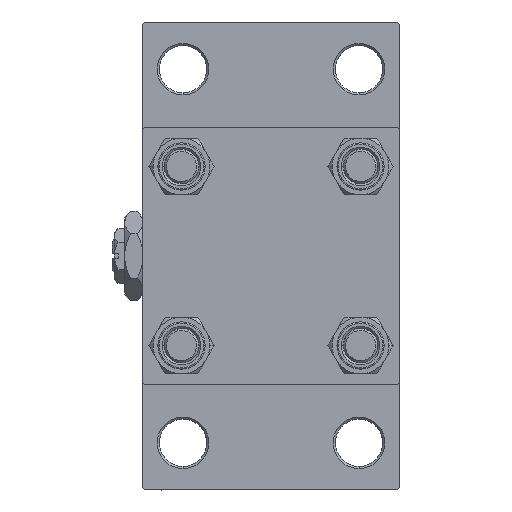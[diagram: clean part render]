
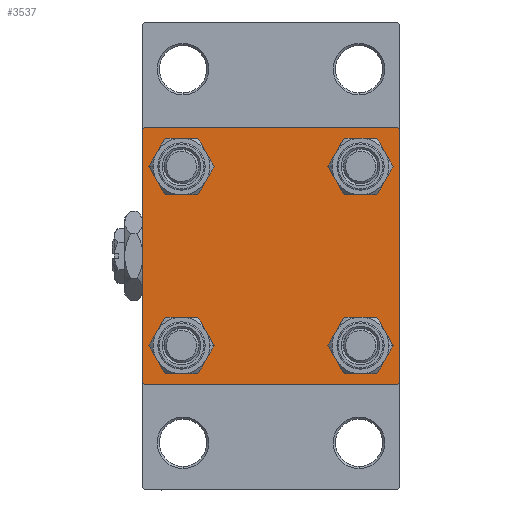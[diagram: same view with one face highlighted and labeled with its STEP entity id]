
A CAD part, left-side view. The second image highlights one B-rep face of the part: STEP entity #3537.
In plain terms, the highlighted planar face has unit normal (-1, 0, 0).
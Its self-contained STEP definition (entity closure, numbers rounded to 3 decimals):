
#233 = VERTEX_POINT ( 'NONE', #45809 ) ;
#1096 = CARTESIAN_POINT ( 'NONE',  ( 0., 20.85, 16.35 ) ) ;
#1457 = EDGE_CURVE ( 'NONE', #24390, #15450, #15377, .T. ) ;
#1471 = ORIENTED_EDGE ( 'NONE', *, *, #27484, .F. ) ;
#1891 = AXIS2_PLACEMENT_3D ( 'NONE', #7577, #26273, #7334 ) ;
#2021 = EDGE_CURVE ( 'NONE', #15450, #25487, #12956, .T. ) ;
#2055 = DIRECTION ( 'NONE',  ( 0., -1., 0. ) ) ;
#2304 = VERTEX_POINT ( 'NONE', #9771 ) ;
#2543 = LINE ( 'NONE', #21217, #37542 ) ;
#2777 = CIRCLE ( 'NONE', #1891, 4.5 ) ;
#3134 = DIRECTION ( 'NONE',  ( 0., 0., 1. ) ) ;
#3235 = EDGE_CURVE ( 'NONE', #233, #28583, #24602, .T. ) ;
#3376 = VERTEX_POINT ( 'NONE', #27297 ) ;
#3537 = ADVANCED_FACE ( 'NONE', ( #14550, #10575, #49204, #45228, #45476 ), #41968, .T. ) ;
#3553 = CARTESIAN_POINT ( 'NONE',  ( 0., 20.85, 20.85 ) ) ;
#4023 = AXIS2_PLACEMENT_3D ( 'NONE', #18645, #45355, #34369 ) ;
#4114 = CARTESIAN_POINT ( 'NONE',  ( 0., -20.85, -20.85 ) ) ;
#4385 = DIRECTION ( 'NONE',  ( 0., 0., 1. ) ) ;
#4672 = DIRECTION ( 'NONE',  ( 0., 0.707, -0.707 ) ) ;
#5282 = ORIENTED_EDGE ( 'NONE', *, *, #2021, .T. ) ;
#5395 = VERTEX_POINT ( 'NONE', #21166 ) ;
#5696 = EDGE_LOOP ( 'NONE', ( #37157, #25319 ) ) ;
#5970 = DIRECTION ( 'NONE',  ( 0., 0.707, 0.707 ) ) ;
#6380 = ORIENTED_EDGE ( 'NONE', *, *, #34881, .T. ) ;
#6572 = EDGE_LOOP ( 'NONE', ( #12366, #5282, #27403, #6380, #13178, #41159, #1471, #10126 ) ) ;
#6611 = CARTESIAN_POINT ( 'NONE',  ( 0., 20.85, 20.85 ) ) ;
#6864 = VERTEX_POINT ( 'NONE', #46735 ) ;
#6928 = ORIENTED_EDGE ( 'NONE', *, *, #21179, .T. ) ;
#6958 = CARTESIAN_POINT ( 'NONE',  ( 0., -29.75, 29.75 ) ) ;
#6987 = EDGE_CURVE ( 'NONE', #23424, #14752, #47812, .T. ) ;
#7334 = DIRECTION ( 'NONE',  ( 0., 0., 1. ) ) ;
#7521 = CARTESIAN_POINT ( 'NONE',  ( 0., -30., -29.5 ) ) ;
#7577 = CARTESIAN_POINT ( 'NONE',  ( 0., -20.85, 20.85 ) ) ;
#7645 = DIRECTION ( 'NONE',  ( 1., 0., 0. ) ) ;
#7784 = DIRECTION ( 'NONE',  ( 1., 0., 0. ) ) ;
#8124 = EDGE_CURVE ( 'NONE', #20091, #6864, #19116, .T. ) ;
#8134 = LINE ( 'NONE', #15590, #33271 ) ;
#9706 = CARTESIAN_POINT ( 'NONE',  ( 0., 29.75, -29.75 ) ) ;
#9771 = CARTESIAN_POINT ( 'NONE',  ( 0., -20.85, 16.35 ) ) ;
#9970 = DIRECTION ( 'NONE',  ( 0., 0., -1. ) ) ;
#10126 = ORIENTED_EDGE ( 'NONE', *, *, #16656, .T. ) ;
#10236 = VECTOR ( 'NONE', #24908, 1000. ) ;
#10575 = FACE_BOUND ( 'NONE', #34449, .T. ) ;
#10692 = AXIS2_PLACEMENT_3D ( 'NONE', #40311, #25337, #21828 ) ;
#11140 = EDGE_CURVE ( 'NONE', #28583, #233, #23119, .T. ) ;
#11859 = DIRECTION ( 'NONE',  ( 0., -1., 0. ) ) ;
#11993 = AXIS2_PLACEMENT_3D ( 'NONE', #31644, #35875, #12682 ) ;
#12366 = ORIENTED_EDGE ( 'NONE', *, *, #1457, .T. ) ;
#12682 = DIRECTION ( 'NONE',  ( 0., 0., 1. ) ) ;
#12956 = LINE ( 'NONE', #9706, #10236 ) ;
#13151 = CIRCLE ( 'NONE', #41023, 4.5 ) ;
#13178 = ORIENTED_EDGE ( 'NONE', *, *, #17390, .F. ) ;
#13418 = VERTEX_POINT ( 'NONE', #49190 ) ;
#14550 = FACE_BOUND ( 'NONE', #31457, .T. ) ;
#14752 = VERTEX_POINT ( 'NONE', #36941 ) ;
#15377 = LINE ( 'NONE', #30606, #35694 ) ;
#15450 = VERTEX_POINT ( 'NONE', #45661 ) ;
#15570 = DIRECTION ( 'NONE',  ( 1., 0., 0. ) ) ;
#15590 = CARTESIAN_POINT ( 'NONE',  ( 0., 30., 30. ) ) ;
#16615 = AXIS2_PLACEMENT_3D ( 'NONE', #4114, #15570, #3134 ) ;
#16656 = EDGE_CURVE ( 'NONE', #28202, #24390, #23865, .T. ) ;
#17390 = EDGE_CURVE ( 'NONE', #40853, #25869, #20901, .T. ) ;
#18514 = DIRECTION ( 'NONE',  ( 0., 0., 1. ) ) ;
#18645 = CARTESIAN_POINT ( 'NONE',  ( 0., 20.85, -20.85 ) ) ;
#19116 = CIRCLE ( 'NONE', #4023, 4.5 ) ;
#19707 = DIRECTION ( 'NONE',  ( 0., 0., 1. ) ) ;
#19844 = EDGE_CURVE ( 'NONE', #6864, #20091, #26621, .T. ) ;
#20091 = VERTEX_POINT ( 'NONE', #35027 ) ;
#20271 = CARTESIAN_POINT ( 'NONE',  ( 0., 30., 29.5 ) ) ;
#20901 = LINE ( 'NONE', #40876, #47251 ) ;
#21166 = CARTESIAN_POINT ( 'NONE',  ( 0., -29.5, 30. ) ) ;
#21179 = EDGE_CURVE ( 'NONE', #2304, #13418, #2777, .T. ) ;
#21217 = CARTESIAN_POINT ( 'NONE',  ( 0., 30., -30. ) ) ;
#21828 = DIRECTION ( 'NONE',  ( 0., 0., 1. ) ) ;
#22262 = CARTESIAN_POINT ( 'NONE',  ( 0., 0., 0. ) ) ;
#22519 = DIRECTION ( 'NONE',  ( -1., 0., 0. ) ) ;
#23002 = CARTESIAN_POINT ( 'NONE',  ( 0., 29.5, 30. ) ) ;
#23119 = CIRCLE ( 'NONE', #11993, 4.5 ) ;
#23160 = ORIENTED_EDGE ( 'NONE', *, *, #27450, .T. ) ;
#23424 = VERTEX_POINT ( 'NONE', #1096 ) ;
#23865 = LINE ( 'NONE', #40010, #46424 ) ;
#24390 = VERTEX_POINT ( 'NONE', #20271 ) ;
#24469 = CIRCLE ( 'NONE', #30845, 4.5 ) ;
#24602 = CIRCLE ( 'NONE', #16615, 4.5 ) ;
#24908 = DIRECTION ( 'NONE',  ( 0., -0.707, -0.707 ) ) ;
#25319 = ORIENTED_EDGE ( 'NONE', *, *, #19844, .T. ) ;
#25337 = DIRECTION ( 'NONE',  ( 1., 0., 0. ) ) ;
#25376 = ORIENTED_EDGE ( 'NONE', *, *, #6987, .T. ) ;
#25387 = AXIS2_PLACEMENT_3D ( 'NONE', #22262, #22519, #18514 ) ;
#25487 = VERTEX_POINT ( 'NONE', #38222 ) ;
#25869 = VERTEX_POINT ( 'NONE', #7521 ) ;
#26273 = DIRECTION ( 'NONE',  ( 1., 0., 0. ) ) ;
#26443 = DIRECTION ( 'NONE',  ( 0., -0.707, 0.707 ) ) ;
#26621 = CIRCLE ( 'NONE', #10692, 4.5 ) ;
#27297 = CARTESIAN_POINT ( 'NONE',  ( 0., -29.5, -30. ) ) ;
#27403 = ORIENTED_EDGE ( 'NONE', *, *, #40606, .T. ) ;
#27415 = LINE ( 'NONE', #38392, #34292 ) ;
#27450 = EDGE_CURVE ( 'NONE', #13418, #2304, #24469, .T. ) ;
#27484 = EDGE_CURVE ( 'NONE', #28202, #5395, #8134, .T. ) ;
#28202 = VERTEX_POINT ( 'NONE', #23002 ) ;
#28583 = VERTEX_POINT ( 'NONE', #32181 ) ;
#29148 = LINE ( 'NONE', #6958, #39330 ) ;
#29480 = AXIS2_PLACEMENT_3D ( 'NONE', #3553, #7784, #19707 ) ;
#30422 = ORIENTED_EDGE ( 'NONE', *, *, #3235, .T. ) ;
#30606 = CARTESIAN_POINT ( 'NONE',  ( 0., 30., 30. ) ) ;
#30845 = AXIS2_PLACEMENT_3D ( 'NONE', #38547, #7645, #4385 ) ;
#31457 = EDGE_LOOP ( 'NONE', ( #23160, #6928 ) ) ;
#31644 = CARTESIAN_POINT ( 'NONE',  ( 0., -20.85, -20.85 ) ) ;
#32181 = CARTESIAN_POINT ( 'NONE',  ( 0., -20.85, -16.35 ) ) ;
#33271 = VECTOR ( 'NONE', #11859, 1000. ) ;
#34292 = VECTOR ( 'NONE', #26443, 1000. ) ;
#34369 = DIRECTION ( 'NONE',  ( 0., 0., 1. ) ) ;
#34449 = EDGE_LOOP ( 'NONE', ( #45092, #30422 ) ) ;
#34881 = EDGE_CURVE ( 'NONE', #3376, #25869, #27415, .T. ) ;
#35027 = CARTESIAN_POINT ( 'NONE',  ( 0., 20.85, -16.35 ) ) ;
#35694 = VECTOR ( 'NONE', #45816, 1000. ) ;
#35875 = DIRECTION ( 'NONE',  ( 1., 0., 0. ) ) ;
#36251 = EDGE_LOOP ( 'NONE', ( #40919, #25376 ) ) ;
#36395 = CARTESIAN_POINT ( 'NONE',  ( 0., -30., 29.5 ) ) ;
#36941 = CARTESIAN_POINT ( 'NONE',  ( 0., 20.85, 25.35 ) ) ;
#37157 = ORIENTED_EDGE ( 'NONE', *, *, #8124, .T. ) ;
#37542 = VECTOR ( 'NONE', #2055, 1000. ) ;
#38222 = CARTESIAN_POINT ( 'NONE',  ( 0., 29.5, -30. ) ) ;
#38392 = CARTESIAN_POINT ( 'NONE',  ( 0., -29.75, -29.75 ) ) ;
#38547 = CARTESIAN_POINT ( 'NONE',  ( 0., -20.85, 20.85 ) ) ;
#39330 = VECTOR ( 'NONE', #5970, 1000. ) ;
#40010 = CARTESIAN_POINT ( 'NONE',  ( 0., 29.75, 29.75 ) ) ;
#40311 = CARTESIAN_POINT ( 'NONE',  ( 0., 20.85, -20.85 ) ) ;
#40606 = EDGE_CURVE ( 'NONE', #25487, #3376, #2543, .T. ) ;
#40853 = VERTEX_POINT ( 'NONE', #36395 ) ;
#40876 = CARTESIAN_POINT ( 'NONE',  ( 0., -30., 30. ) ) ;
#40919 = ORIENTED_EDGE ( 'NONE', *, *, #48836, .T. ) ;
#41023 = AXIS2_PLACEMENT_3D ( 'NONE', #6611, #41754, #44761 ) ;
#41159 = ORIENTED_EDGE ( 'NONE', *, *, #45316, .T. ) ;
#41754 = DIRECTION ( 'NONE',  ( 1., 0., 0. ) ) ;
#41968 = PLANE ( 'NONE',  #25387 ) ;
#44761 = DIRECTION ( 'NONE',  ( 0., 0., 1. ) ) ;
#45092 = ORIENTED_EDGE ( 'NONE', *, *, #11140, .T. ) ;
#45228 = FACE_BOUND ( 'NONE', #36251, .T. ) ;
#45316 = EDGE_CURVE ( 'NONE', #40853, #5395, #29148, .T. ) ;
#45355 = DIRECTION ( 'NONE',  ( 1., 0., 0. ) ) ;
#45476 = FACE_OUTER_BOUND ( 'NONE', #6572, .T. ) ;
#45661 = CARTESIAN_POINT ( 'NONE',  ( 0., 30., -29.5 ) ) ;
#45809 = CARTESIAN_POINT ( 'NONE',  ( 0., -20.85, -25.35 ) ) ;
#45816 = DIRECTION ( 'NONE',  ( 0., 0., -1. ) ) ;
#46424 = VECTOR ( 'NONE', #4672, 1000. ) ;
#46735 = CARTESIAN_POINT ( 'NONE',  ( 0., 20.85, -25.35 ) ) ;
#47251 = VECTOR ( 'NONE', #9970, 1000. ) ;
#47812 = CIRCLE ( 'NONE', #29480, 4.5 ) ;
#48836 = EDGE_CURVE ( 'NONE', #14752, #23424, #13151, .T. ) ;
#49190 = CARTESIAN_POINT ( 'NONE',  ( 0., -20.85, 25.35 ) ) ;
#49204 = FACE_BOUND ( 'NONE', #5696, .T. ) ;
